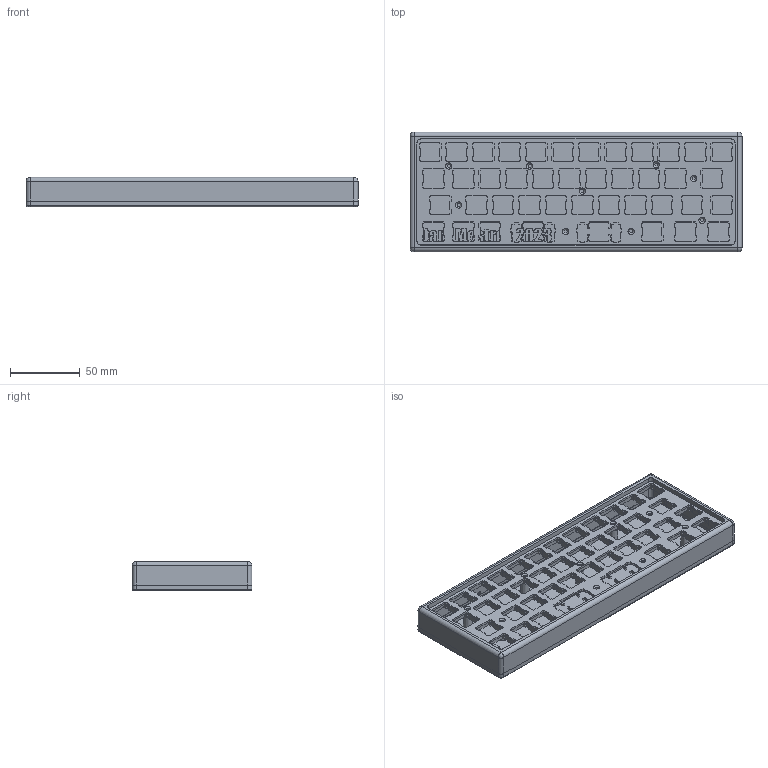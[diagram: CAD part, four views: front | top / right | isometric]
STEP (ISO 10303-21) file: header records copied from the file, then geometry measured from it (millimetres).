
FILE_DESCRIPTION(('HOOPS Exchange Step'),'2;1');
FILE_NAME('temp_export','2023-06-22T20:07:37+20:00',('mobile'),('Shapr3D Limited'),'HOOPS Exchange 2022.2','Shapr3D','Authorized');
FILE_SCHEMA( ('AUTOMOTIVE_DESIGN { 1 0 10303 214 1 1 1 1 }') );
Length unit declared in the file: millimetre
Products named in the file (3): Case; Switch-Plate; root
Assembly tree (2 placements, depth 2):
  root
    Case
    Switch-Plate
Bounding box: 238.6 x 86.2 x 21 mm (x, y, z)
Volume: 136099.5 mm3; surface area: 121488.6 mm2
Topology: 4 solids, 4 shells, 2085 faces, 6090 edges, 4049 vertices
Faces by surface type: plane 1928, cylinder 77, bspline 59, cone 9, torus 8, sphere 4
Full cylindrical faces by diameter (mm): 2.5 x9, 3 x13, 4 x13
Entity records: 72655 total; most frequent: CARTESIAN_POINT 17157, ORIENTED_EDGE 12172, DIRECTION 10192, EDGE_CURVE 6086, VECTOR 5774, LINE 5774, VERTEX_POINT 4049, EDGE_LOOP 2335
